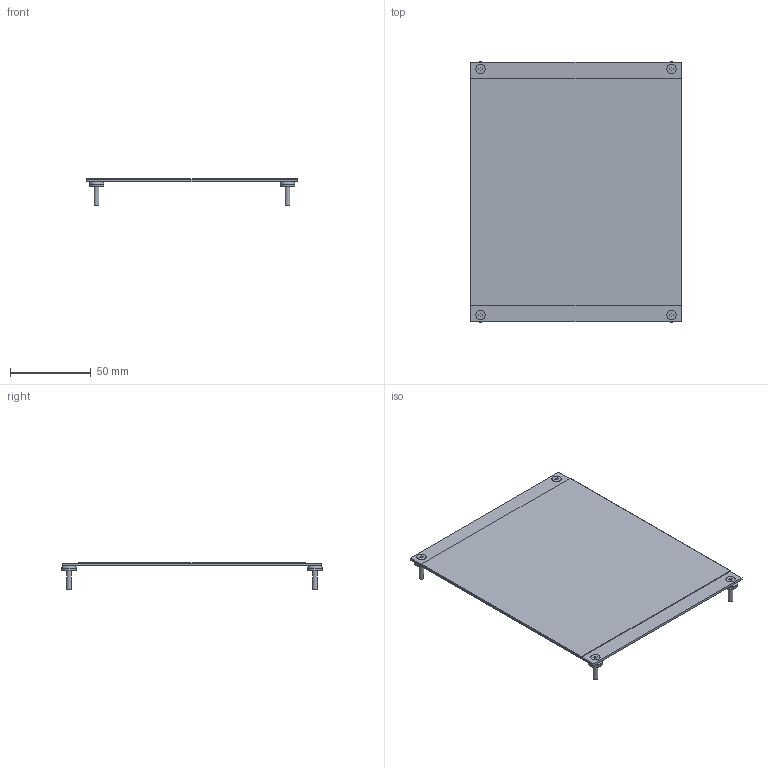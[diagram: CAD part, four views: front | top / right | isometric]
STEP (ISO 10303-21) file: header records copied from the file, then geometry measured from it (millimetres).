
FILE_DESCRIPTION(/* description */ (''),/* implementation_level */ '2;1');
FILE_NAME(/* name */ 'Bed Surface v3.step',/* time_stamp */ '2019-07-13T15:31:12-07:00',/* author */ (''),/* organization */ (''),/* preprocessor_version */ 'ST-DEVELOPER v18',/* originating_system */ 'Autodesk Translation Framework v8.2.0.1029',/* authorisation */ '');
FILE_SCHEMA (('AUTOMOTIVE_DESIGN { 1 0 10303 214 3 1 1 }'));
Length unit declared in the file: millimetre
Products named in the file (16): Bed Surface; Bed Surface_1; Heatbed; Heatbed_1; Bed Level Screw; Bed Level Screw_1; Bed Level Screw_2; Bed Level Screw_3; Bed Level Screw_4; Bed Spring Cap; Bed Spring Cap_1; Bed Spring Cap_2; Bed Spring Cap_3; Bed Spring Cap_4; Print Surface; Print Surface_1
Assembly tree (21 placements, depth 4):
  Bed Surface
    Bed Surface_1
      Heatbed
        Heatbed_1
      Bed Level Screw
        Bed Level Screw_4
      Bed Level Screw_1
        Bed Level Screw_4
      Bed Level Screw_2
        Bed Level Screw_4
      Bed Level Screw_3
        Bed Level Screw_4
      Bed Spring Cap
        Bed Spring Cap_4
      Bed Spring Cap_1
        Bed Spring Cap_4
      Bed Spring Cap_2
        Bed Spring Cap_4
      Bed Spring Cap_3
        Bed Spring Cap_4
      Print Surface
        Print Surface_1
Bounding box: 130 x 161 x 16.5 mm (x, y, z)
Volume: 40926.7 mm3; surface area: 80918.6 mm2
Topology: 10 solids, 10 shells, 92 faces, 212 edges, 148 vertices
Faces by surface type: plane 60, cylinder 16, cone 8, torus 8
Full cylindrical faces by diameter (mm): 3 x8, 8 x4, 9 x4
Entity records: 1532 total; most frequent: DIRECTION 268, CARTESIAN_POINT 219, ORIENTED_EDGE 172, AXIS2_PLACEMENT_3D 107, EDGE_CURVE 86, VERTEX_POINT 58, LINE 54, VECTOR 54
